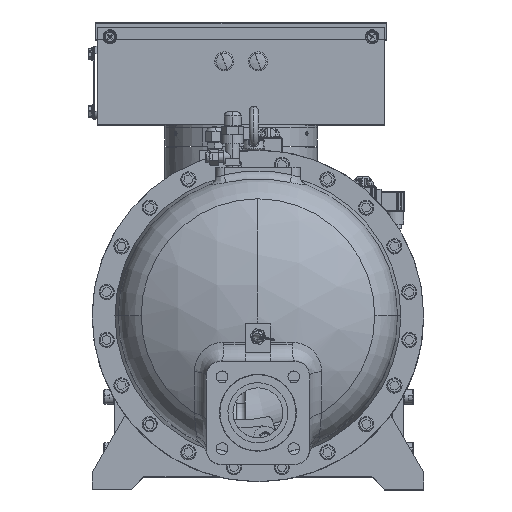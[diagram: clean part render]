
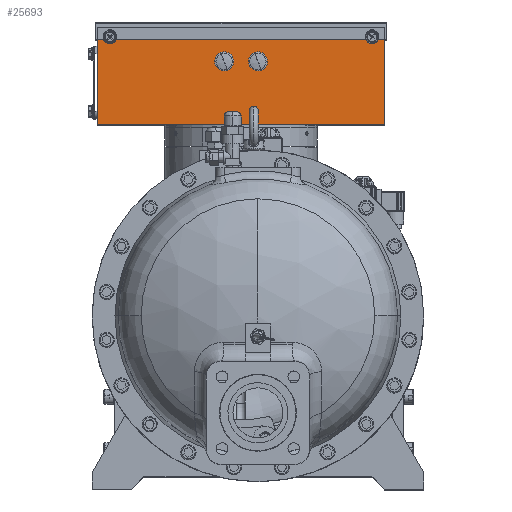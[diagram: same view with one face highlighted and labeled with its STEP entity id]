
A CAD part, top view. The second image highlights one B-rep face of the part: STEP entity #25693.
In plain terms, the highlighted planar face has unit normal (0, 0, 1).
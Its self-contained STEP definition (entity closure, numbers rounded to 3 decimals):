
#1442 = ORIENTED_EDGE ( 'NONE', *, *, #58227, .T. ) ;
#2456 = CIRCLE ( 'NONE', #46909, 3.4 ) ;
#3254 = FACE_BOUND ( 'NONE', #40995, .T. ) ;
#5190 = ORIENTED_EDGE ( 'NONE', *, *, #9300, .T. ) ;
#7418 = CIRCLE ( 'NONE', #72355, 9.6 ) ;
#8333 = VERTEX_POINT ( 'NONE', #22694 ) ;
#8408 = VECTOR ( 'NONE', #75019, 1000. ) ;
#8585 = CARTESIAN_POINT ( 'NONE',  ( 20., 301., -87. ) ) ;
#9300 = EDGE_CURVE ( 'NONE', #58552, #47417, #7418, .T. ) ;
#13041 = CIRCLE ( 'NONE', #82075, 9.6 ) ;
#15669 = DIRECTION ( 'NONE',  ( -1., 0., 0. ) ) ;
#16540 = VERTEX_POINT ( 'NONE', #78747 ) ;
#17541 = EDGE_CURVE ( 'NONE', #40118, #16540, #84088, .T. ) ;
#18745 = EDGE_CURVE ( 'NONE', #47417, #58552, #13041, .T. ) ;
#20161 = VERTEX_POINT ( 'NONE', #83104 ) ;
#21653 = VECTOR ( 'NONE', #87463, 1000. ) ;
#22081 = CIRCLE ( 'NONE', #24151, 3.4 ) ;
#22329 = DIRECTION ( 'NONE',  ( 0., 0., 1. ) ) ;
#22694 = CARTESIAN_POINT ( 'NONE',  ( -158.4, 330., -87. ) ) ;
#23115 = DIRECTION ( 'NONE',  ( 1., 0., 0. ) ) ;
#23152 = CARTESIAN_POINT ( 'NONE',  ( -151.6, 330., -87. ) ) ;
#23210 = DIRECTION ( 'NONE',  ( 0., 0., 1. ) ) ;
#23229 = CARTESIAN_POINT ( 'NONE',  ( 155., 330., -87. ) ) ;
#24151 = AXIS2_PLACEMENT_3D ( 'NONE', #82606, #41434, #89472 ) ;
#24659 = EDGE_LOOP ( 'NONE', ( #47128, #51203 ) ) ;
#24883 = ORIENTED_EDGE ( 'NONE', *, *, #62266, .F. ) ;
#25478 = CARTESIAN_POINT ( 'NONE',  ( -170., 341., -87. ) ) ;
#25693 = ADVANCED_FACE ( 'NONE', ( #3254, #77980, #77028, #58864, #74892 ), #46891, .F. ) ;
#27855 = ORIENTED_EDGE ( 'NONE', *, *, #51353, .T. ) ;
#28367 = VERTEX_POINT ( 'NONE', #23152 ) ;
#28661 = ORIENTED_EDGE ( 'NONE', *, *, #89835, .T. ) ;
#31086 = ORIENTED_EDGE ( 'NONE', *, *, #47247, .T. ) ;
#31401 = VERTEX_POINT ( 'NONE', #61984 ) ;
#34053 = DIRECTION ( 'NONE',  ( 1., 0., 0. ) ) ;
#35191 = AXIS2_PLACEMENT_3D ( 'NONE', #63784, #22329, #70684 ) ;
#36503 = CIRCLE ( 'NONE', #35191, 3.4 ) ;
#37565 = DIRECTION ( 'NONE',  ( 0., -1., 0. ) ) ;
#37599 = ORIENTED_EDGE ( 'NONE', *, *, #43791, .F. ) ;
#38012 = DIRECTION ( 'NONE',  ( 0., 0., -1. ) ) ;
#38183 = VERTEX_POINT ( 'NONE', #76916 ) ;
#38683 = LINE ( 'NONE', #78791, #87090 ) ;
#39364 = CARTESIAN_POINT ( 'NONE',  ( 168., 341., -87. ) ) ;
#40118 = VERTEX_POINT ( 'NONE', #66872 ) ;
#40203 = LINE ( 'NONE', #39364, #21653 ) ;
#40659 = CARTESIAN_POINT ( 'NONE',  ( -155., 330., -87. ) ) ;
#40855 = ORIENTED_EDGE ( 'NONE', *, *, #18745, .T. ) ;
#40995 = EDGE_LOOP ( 'NONE', ( #5190, #40855 ) ) ;
#41434 = DIRECTION ( 'NONE',  ( 0., 0., 1. ) ) ;
#43547 = VERTEX_POINT ( 'NONE', #25478 ) ;
#43791 = EDGE_CURVE ( 'NONE', #8333, #28367, #36503, .T. ) ;
#44663 = CARTESIAN_POINT ( 'NONE',  ( -29.6, 301., -87. ) ) ;
#46089 = VERTEX_POINT ( 'NONE', #87874 ) ;
#46787 = DIRECTION ( 'NONE',  ( -1., 0., 0. ) ) ;
#46868 = DIRECTION ( 'NONE',  ( 0., 0., -1. ) ) ;
#46891 = PLANE ( 'NONE',  #87719 ) ;
#46909 = AXIS2_PLACEMENT_3D ( 'NONE', #40659, #88708, #47596 ) ;
#46971 = CARTESIAN_POINT ( 'NONE',  ( 168., 341., -87. ) ) ;
#47128 = ORIENTED_EDGE ( 'NONE', *, *, #73144, .F. ) ;
#47247 = EDGE_CURVE ( 'NONE', #31401, #20161, #63757, .T. ) ;
#47417 = VERTEX_POINT ( 'NONE', #71710 ) ;
#47596 = DIRECTION ( 'NONE',  ( 1., 0., 0. ) ) ;
#49212 = AXIS2_PLACEMENT_3D ( 'NONE', #23229, #23210, #23115 ) ;
#51203 = ORIENTED_EDGE ( 'NONE', *, *, #17541, .F. ) ;
#51353 = EDGE_CURVE ( 'NONE', #46089, #38183, #77182, .T. ) ;
#57280 = DIRECTION ( 'NONE',  ( 0., 0., -1. ) ) ;
#57434 = DIRECTION ( 'NONE',  ( -1., 0., 0. ) ) ;
#57526 = DIRECTION ( 'NONE',  ( 0., 0., -1. ) ) ;
#57606 = CARTESIAN_POINT ( 'NONE',  ( -20., 301., -87. ) ) ;
#58019 = VERTEX_POINT ( 'NONE', #79008 ) ;
#58227 = EDGE_CURVE ( 'NONE', #43547, #31401, #63827, .T. ) ;
#58552 = VERTEX_POINT ( 'NONE', #44663 ) ;
#58864 = FACE_BOUND ( 'NONE', #24659, .T. ) ;
#60455 = EDGE_LOOP ( 'NONE', ( #27855, #28661 ) ) ;
#60580 = EDGE_CURVE ( 'NONE', #58019, #20161, #38683, .T. ) ;
#61560 = CARTESIAN_POINT ( 'NONE',  ( 168., 226., -87. ) ) ;
#61643 = VECTOR ( 'NONE', #34053, 1000. ) ;
#61984 = CARTESIAN_POINT ( 'NONE',  ( -170., 226., -87. ) ) ;
#62266 = EDGE_CURVE ( 'NONE', #28367, #8333, #2456, .T. ) ;
#63757 = LINE ( 'NONE', #61560, #61643 ) ;
#63784 = CARTESIAN_POINT ( 'NONE',  ( -155., 330., -87. ) ) ;
#63827 = LINE ( 'NONE', #67863, #8408 ) ;
#64810 = EDGE_LOOP ( 'NONE', ( #24883, #37599 ) ) ;
#66331 = ORIENTED_EDGE ( 'NONE', *, *, #67404, .F. ) ;
#66872 = CARTESIAN_POINT ( 'NONE',  ( 151.6, 330., -87. ) ) ;
#67404 = EDGE_CURVE ( 'NONE', #43547, #58019, #40203, .T. ) ;
#67863 = CARTESIAN_POINT ( 'NONE',  ( -170., 341., -87. ) ) ;
#70684 = DIRECTION ( 'NONE',  ( 1., 0., 0. ) ) ;
#71710 = CARTESIAN_POINT ( 'NONE',  ( -10.4, 301., -87. ) ) ;
#72202 = EDGE_LOOP ( 'NONE', ( #31086, #88390, #66331, #1442 ) ) ;
#72355 = AXIS2_PLACEMENT_3D ( 'NONE', #87815, #87749, #88912 ) ;
#73144 = EDGE_CURVE ( 'NONE', #16540, #40118, #22081, .T. ) ;
#74354 = AXIS2_PLACEMENT_3D ( 'NONE', #79234, #38012, #86121 ) ;
#74892 = FACE_OUTER_BOUND ( 'NONE', #72202, .T. ) ;
#75019 = DIRECTION ( 'NONE',  ( 0., -1., 0. ) ) ;
#76916 = CARTESIAN_POINT ( 'NONE',  ( 29.6, 301., -87. ) ) ;
#77028 = FACE_BOUND ( 'NONE', #64810, .T. ) ;
#77182 = CIRCLE ( 'NONE', #74354, 9.6 ) ;
#77980 = FACE_BOUND ( 'NONE', #60455, .T. ) ;
#78747 = CARTESIAN_POINT ( 'NONE',  ( 158.4, 330., -87. ) ) ;
#78791 = CARTESIAN_POINT ( 'NONE',  ( 170., 341., -87. ) ) ;
#79008 = CARTESIAN_POINT ( 'NONE',  ( 170., 341., -87. ) ) ;
#79234 = CARTESIAN_POINT ( 'NONE',  ( 20., 301., -87. ) ) ;
#82075 = AXIS2_PLACEMENT_3D ( 'NONE', #57606, #57526, #57434 ) ;
#82606 = CARTESIAN_POINT ( 'NONE',  ( 155., 330., -87. ) ) ;
#83104 = CARTESIAN_POINT ( 'NONE',  ( 170., 226., -87. ) ) ;
#84088 = CIRCLE ( 'NONE', #49212, 3.4 ) ;
#85091 = CIRCLE ( 'NONE', #85286, 9.6 ) ;
#85286 = AXIS2_PLACEMENT_3D ( 'NONE', #8585, #57280, #15669 ) ;
#86121 = DIRECTION ( 'NONE',  ( -1., 0., 0. ) ) ;
#87090 = VECTOR ( 'NONE', #37565, 1000. ) ;
#87463 = DIRECTION ( 'NONE',  ( 1., 0., 0. ) ) ;
#87719 = AXIS2_PLACEMENT_3D ( 'NONE', #46971, #46868, #46787 ) ;
#87749 = DIRECTION ( 'NONE',  ( 0., 0., -1. ) ) ;
#87815 = CARTESIAN_POINT ( 'NONE',  ( -20., 301., -87. ) ) ;
#87874 = CARTESIAN_POINT ( 'NONE',  ( 10.4, 301., -87. ) ) ;
#88390 = ORIENTED_EDGE ( 'NONE', *, *, #60580, .F. ) ;
#88708 = DIRECTION ( 'NONE',  ( 0., 0., 1. ) ) ;
#88912 = DIRECTION ( 'NONE',  ( -1., 0., 0. ) ) ;
#89472 = DIRECTION ( 'NONE',  ( 1., 0., 0. ) ) ;
#89835 = EDGE_CURVE ( 'NONE', #38183, #46089, #85091, .T. ) ;
